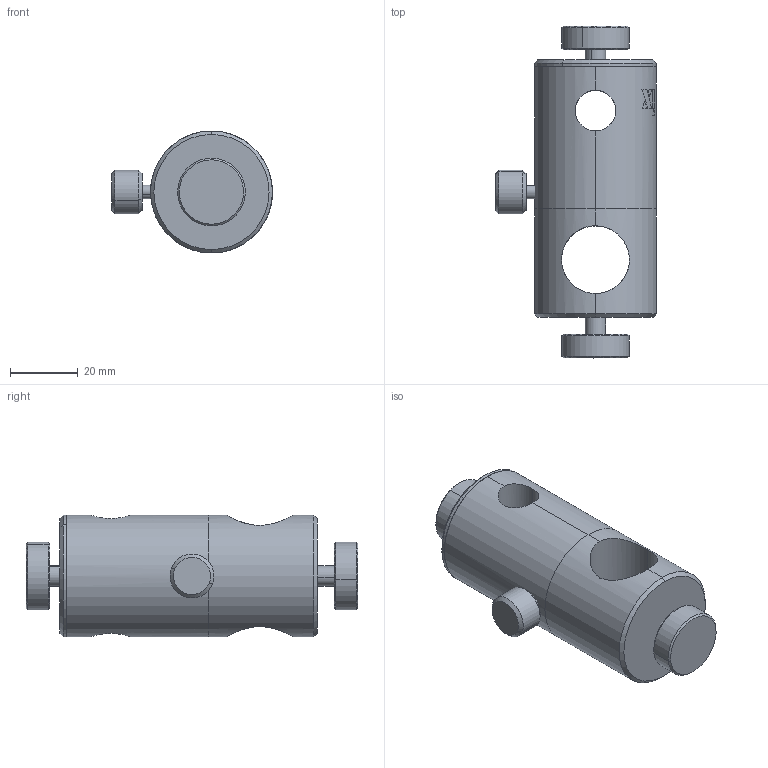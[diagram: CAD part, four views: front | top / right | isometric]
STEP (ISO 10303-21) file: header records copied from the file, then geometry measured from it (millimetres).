
FILE_DESCRIPTION (( 'STEP AP203' ), '1' );
FILE_NAME ('PHUC-2.STEP', '2022-07-20T02:23:24', ( '' ), ( '' ), 'SwSTEP 2.0', 'SolidWorks 2021', '' );
FILE_SCHEMA (( 'CONFIG_CONTROL_DESIGN' ));
Length unit declared in the file: millimetre
Products named in the file (1): PHUC-2
Bounding box: 47.5 x 98 x 36 mm (x, y, z)
Volume: 65960.3 mm3; surface area: 22941.1 mm2
Topology: 7 solids, 7 shells, 265 faces, 674 edges, 436 vertices
Faces by surface type: bspline 121, cylinder 66, plane 44, cone 34
Entity records: 9271 total; most frequent: CARTESIAN_POINT 3815, ORIENTED_EDGE 1340, DIRECTION 708, EDGE_CURVE 670, VERTEX_POINT 436, B_SPLINE_CURVE_WITH_KNOTS 402, EDGE_LOOP 298, AXIS2_PLACEMENT_3D 295
